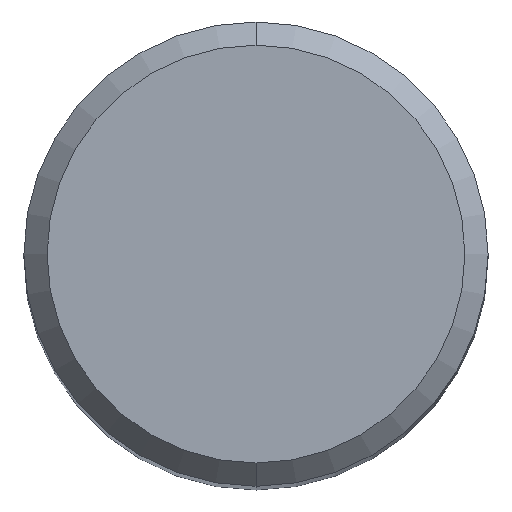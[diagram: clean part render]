
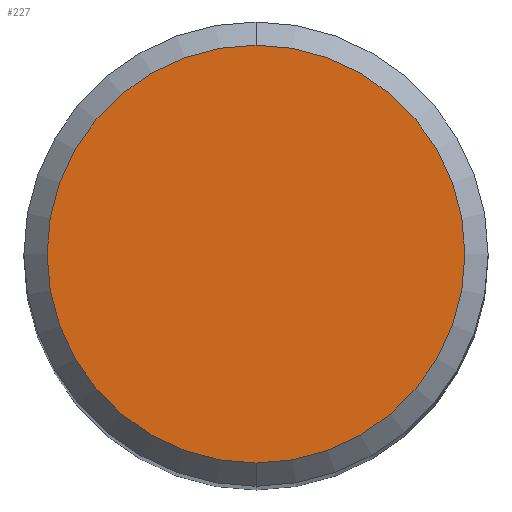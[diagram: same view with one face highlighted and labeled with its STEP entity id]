
A CAD part, top view. The second image highlights one B-rep face of the part: STEP entity #227.
In plain terms, the highlighted planar face has unit normal (0, 0, 1).
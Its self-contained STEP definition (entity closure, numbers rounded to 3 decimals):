
#227=ADVANCED_FACE('',(#542),#543,.T.);
#249=EDGE_CURVE('',#447,#405,#566,.T.);
#257=EDGE_CURVE('',#405,#447,#575,.T.);
#405=VERTEX_POINT('',#733);
#447=VERTEX_POINT('',#780);
#542=FACE_OUTER_BOUND('',#942,.T.);
#543=PLANE('',#943);
#566=CIRCLE('',#975,5.4);
#575=CIRCLE('',#988,5.4);
#733=CARTESIAN_POINT('',(0.0,5.4,0.0));
#780=CARTESIAN_POINT('',(0.,-5.4,0.0));
#942=EDGE_LOOP('',(#1599,#1600));
#943=AXIS2_PLACEMENT_3D('',#1601,#1602,#1603);
#975=AXIS2_PLACEMENT_3D('',#1621,#1622,#1623);
#988=AXIS2_PLACEMENT_3D('',#1644,#1645,#1646);
#1599=ORIENTED_EDGE('',*,*,#257,.F.);
#1600=ORIENTED_EDGE('',*,*,#249,.F.);
#1601=CARTESIAN_POINT('',(0.0,2.7,0.0));
#1602=DIRECTION('',(-0.0,0.0,1.0));
#1603=DIRECTION('',(0.0,-1.0,0.0));
#1621=CARTESIAN_POINT('',(0.0,0.0,0.0));
#1622=DIRECTION('',(0.0,0.0,-1.0));
#1623=DIRECTION('',(0.0,1.0,0.0));
#1644=CARTESIAN_POINT('',(0.0,0.0,0.0));
#1645=DIRECTION('',(0.0,0.0,-1.0));
#1646=DIRECTION('',(0.0,1.0,0.0));
